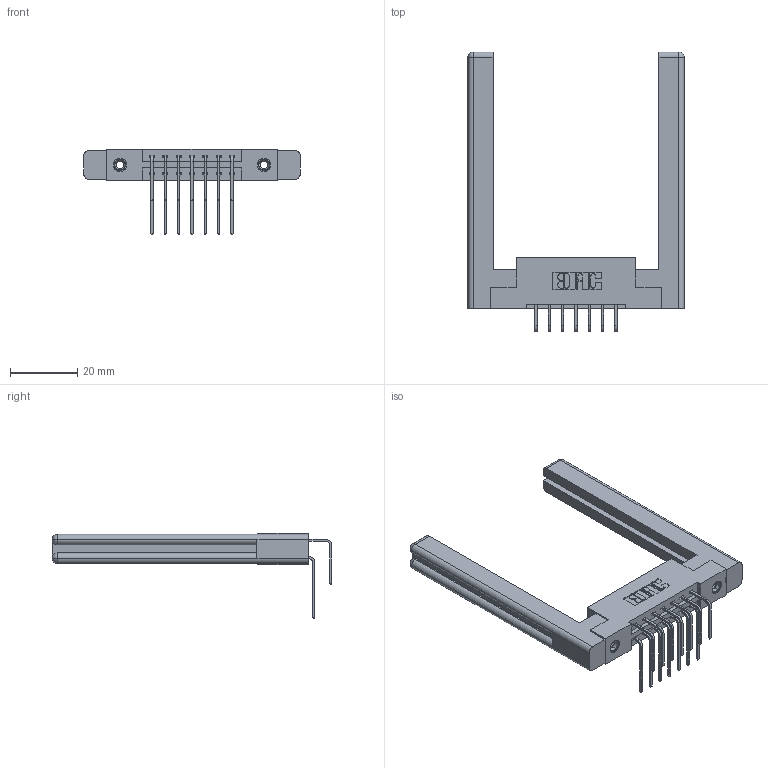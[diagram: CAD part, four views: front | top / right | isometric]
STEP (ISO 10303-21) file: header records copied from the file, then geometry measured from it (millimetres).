
FILE_DESCRIPTION (( 'STEP AP203' ), '1' );
FILE_NAME ('387-014-558-258.STEP', '2019-10-15T22:05:14', ( '' ), ( '' ), 'SwSTEP 2.0', 'SolidWorks 2016', '' );
FILE_SCHEMA (( 'CONFIG_CONTROL_DESIGN' ));
Length unit declared in the file: inch
Products named in the file (6): 307-220-058; 345-292-001_558 559 Tail - 1; 337 Part_Flush Mounting Lugs - 0.156 Dia-TI; 345-292-001_558 Tail - 2; 345-250-001_345-250-001-102; 387-014-558-258
Assembly tree (19 placements, depth 2):
  387-014-558-258
    337 Part_Flush Mounting Lugs - 0.156 Dia-TI
    345-292-001_558 559 Tail - 1  x7
    345-292-001_558 Tail - 2  x7
    345-250-001_345-250-001-102  x2
    307-220-058  x2
Bounding box: 64.36 x 83.25 x 25.53 mm (x, y, z)
Volume: 13540.4 mm3; surface area: 12345.3 mm2
Topology: 19 solids, 19 shells, 1040 faces, 3003 edges, 1970 vertices
Faces by surface type: plane 714, cylinder 302, cone 12, torus 12
Entity records: 14372 total; most frequent: CARTESIAN_POINT 2504, ORIENTED_EDGE 2328, DIRECTION 2192, EDGE_CURVE 1164, VECTOR 948, LINE 948, VERTEX_POINT 766, AXIS2_PLACEMENT_3D 622
